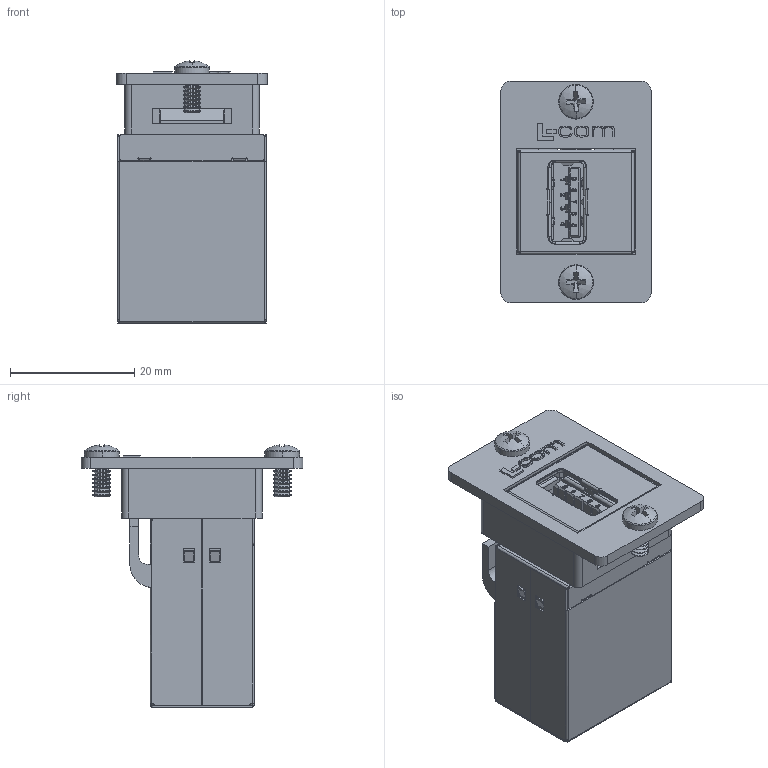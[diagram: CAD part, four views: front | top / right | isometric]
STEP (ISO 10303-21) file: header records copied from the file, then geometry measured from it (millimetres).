
FILE_DESCRIPTION (( 'STEP AP214' ), '1' );
FILE_NAME ('ECFU3KEY-AA-S_3D.step', '2023-03-02T14:25:32', ( '' ), ( '' ), 'SwSTEP 2.0', 'SolidWorks 2022', '' );
FILE_SCHEMA (( 'AUTOMOTIVE_DESIGN' ));
Length unit declared in the file: inch
Products named in the file (11): 1BC01-107; ECFU3KEY-AA-S_3D; 1AG01-333; U3KEY-AA-S; 1AG02-077_crimped; ECF504-3AA-MA1; 1AG02-078_CRIMPED; 1AG01-334; ECF-U3KEY_Default(1AG01-332); 1AJ02-046_default; 1AA05-054_Crimped
Assembly tree (12 placements, depth 4):
  ECFU3KEY-AA-S_3D
    ECF-U3KEY_Default(1AG01-332)
    U3KEY-AA-S
      1AG01-333
      ECF504-3AA-MA1
        1BC01-107
        1AA05-054_Crimped  x2
      1AG01-334
      1AG02-077_crimped
      1AG02-078_CRIMPED
    1AJ02-046_default  x2
Bounding box: 24.13 x 35.56 x 42.11 mm (x, y, z)
Volume: 9190.8 mm3; surface area: 24000.8 mm2
Topology: 10 solids, 10 shells, 3552 faces, 9523 edges, 6148 vertices
Faces by surface type: plane 2048, cylinder 825, bspline 503, cone 84, torus 64, sphere 28
Entity records: 120464 total; most frequent: CARTESIAN_POINT 38229, ORIENTED_EDGE 14674, DIRECTION 12286, EDGE_CURVE 7337, VECTOR 5018, LINE 5018, VERTEX_POINT 4743, AXIS2_PLACEMENT_3D 3634
